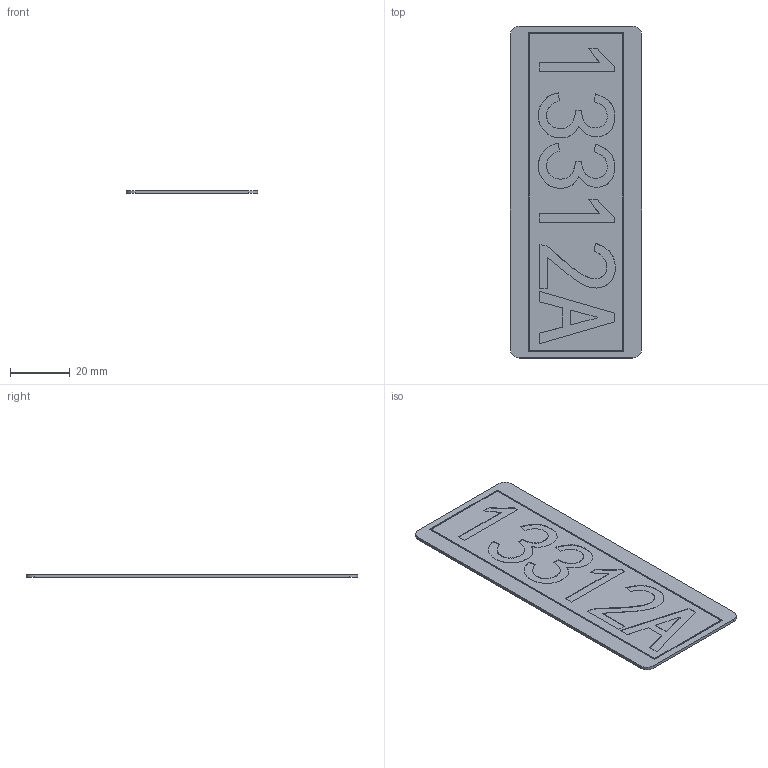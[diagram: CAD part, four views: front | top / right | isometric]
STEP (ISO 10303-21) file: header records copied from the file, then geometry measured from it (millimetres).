
FILE_DESCRIPTION (( 'STEP AP214' ), '1' );
FILE_NAME ('勦齪13312A.STEP', '2024-08-30T04:52:24', ( '' ), ( '' ), 'SwSTEP 2.0', 'SolidWorks 2024', '' );
FILE_SCHEMA (( 'AUTOMOTIVE_DESIGN' ));
Length unit declared in the file: millimetre
Products named in the file (1): 队牌13312A
Bounding box: 44 x 110.98 x 1 mm (x, y, z)
Volume: 4695.2 mm3; surface area: 10280.6 mm2
Topology: 1 solids, 1 shells, 75 faces, 192 edges, 128 vertices
Faces by surface type: plane 56, bspline 15, cylinder 4
Entity records: 4159 total; most frequent: CARTESIAN_POINT 2403, ORIENTED_EDGE 384, DIRECTION 292, EDGE_CURVE 192, LINE 154, VECTOR 154, VERTEX_POINT 128, EDGE_LOOP 84
